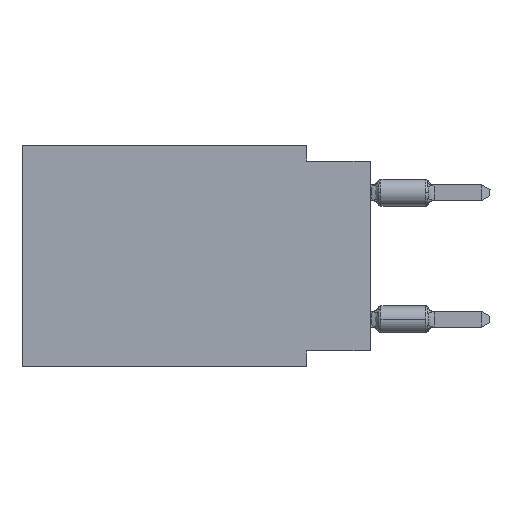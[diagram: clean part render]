
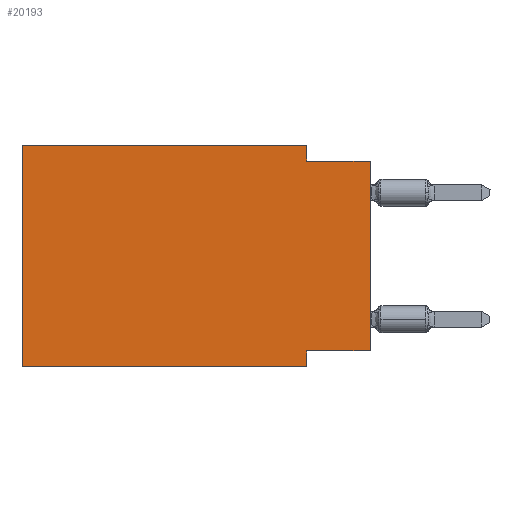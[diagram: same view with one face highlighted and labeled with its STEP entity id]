
A CAD part, left-side view. The second image highlights one B-rep face of the part: STEP entity #20193.
In plain terms, the highlighted planar face has unit normal (-1, 0, 0).
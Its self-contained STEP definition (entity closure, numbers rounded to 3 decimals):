
#196 = CARTESIAN_POINT ( 'NONE',  ( 0., 13.97, 0. ) ) ;
#430 = DIRECTION ( 'NONE',  ( 0., 0., -1. ) ) ;
#1456 = VECTOR ( 'NONE', #31366, 1000. ) ;
#2037 = CARTESIAN_POINT ( 'NONE',  ( 0., 2.54, 0. ) ) ;
#2156 = VECTOR ( 'NONE', #18370, 1000. ) ;
#4379 = CARTESIAN_POINT ( 'NONE',  ( 0., 0., -0.635 ) ) ;
#5538 = ORIENTED_EDGE ( 'NONE', *, *, #12907, .F. ) ;
#6114 = EDGE_CURVE ( 'NONE', #17542, #31376, #20289, .T. ) ;
#6559 = LINE ( 'NONE', #35828, #25360 ) ;
#6753 = VECTOR ( 'NONE', #42198, 1000. ) ;
#8047 = VERTEX_POINT ( 'NONE', #4379 ) ;
#9160 = DIRECTION ( 'NONE',  ( 0., 0., -1. ) ) ;
#9507 = CARTESIAN_POINT ( 'NONE',  ( 0., 0., -8.255 ) ) ;
#10505 = DIRECTION ( 'NONE',  ( 0., -1., 0. ) ) ;
#10696 = LINE ( 'NONE', #45152, #33668 ) ;
#11345 = CARTESIAN_POINT ( 'NONE',  ( 0., 13.97, -8.89 ) ) ;
#11426 = DIRECTION ( 'NONE',  ( 0., 0., 1. ) ) ;
#11514 = DIRECTION ( 'NONE',  ( 1., 0., 0. ) ) ;
#12516 = CARTESIAN_POINT ( 'NONE',  ( 0., 2.54, -8.255 ) ) ;
#12907 = EDGE_CURVE ( 'NONE', #30505, #42789, #20892, .T. ) ;
#12910 = CARTESIAN_POINT ( 'NONE',  ( 0., 0., -8.255 ) ) ;
#13315 = CARTESIAN_POINT ( 'NONE',  ( 0., 2.54, -8.89 ) ) ;
#15617 = VERTEX_POINT ( 'NONE', #11345 ) ;
#16532 = ORIENTED_EDGE ( 'NONE', *, *, #39612, .F. ) ;
#17390 = CARTESIAN_POINT ( 'NONE',  ( 0., 13.97, -8.89 ) ) ;
#17542 = VERTEX_POINT ( 'NONE', #9507 ) ;
#18370 = DIRECTION ( 'NONE',  ( 0., -1., 0. ) ) ;
#20193 = ADVANCED_FACE ( 'NONE', ( #45471 ), #34142, .F. ) ;
#20289 = LINE ( 'NONE', #12910, #1456 ) ;
#20653 = DIRECTION ( 'NONE',  ( 0., -1., 0. ) ) ;
#20696 = ORIENTED_EDGE ( 'NONE', *, *, #26198, .T. ) ;
#20892 = LINE ( 'NONE', #44283, #31625 ) ;
#21089 = DIRECTION ( 'NONE',  ( 0., 0., 1. ) ) ;
#21118 = CARTESIAN_POINT ( 'NONE',  ( 0., 2.54, -0.635 ) ) ;
#25360 = VECTOR ( 'NONE', #10505, 1000. ) ;
#25425 = ORIENTED_EDGE ( 'NONE', *, *, #25748, .F. ) ;
#25579 = VECTOR ( 'NONE', #9160, 1000. ) ;
#25748 = EDGE_CURVE ( 'NONE', #15617, #30505, #43253, .T. ) ;
#26198 = EDGE_CURVE ( 'NONE', #17542, #8047, #10696, .T. ) ;
#27229 = ORIENTED_EDGE ( 'NONE', *, *, #33373, .F. ) ;
#27537 = EDGE_LOOP ( 'NONE', ( #20696, #16532, #39349, #5538, #25425, #40981, #27229, #42927 ) ) ;
#27857 = EDGE_CURVE ( 'NONE', #42789, #31521, #30179, .T. ) ;
#30179 = LINE ( 'NONE', #34105, #25579 ) ;
#30505 = VERTEX_POINT ( 'NONE', #40985 ) ;
#30563 = AXIS2_PLACEMENT_3D ( 'NONE', #196, #11514, #430 ) ;
#31106 = LINE ( 'NONE', #46848, #6753 ) ;
#31366 = DIRECTION ( 'NONE',  ( 0., 1., 0. ) ) ;
#31376 = VERTEX_POINT ( 'NONE', #12516 ) ;
#31521 = VERTEX_POINT ( 'NONE', #21118 ) ;
#31625 = VECTOR ( 'NONE', #20653, 1000. ) ;
#32703 = VERTEX_POINT ( 'NONE', #13315 ) ;
#32878 = LINE ( 'NONE', #17390, #2156 ) ;
#33373 = EDGE_CURVE ( 'NONE', #31376, #32703, #31106, .T. ) ;
#33668 = VECTOR ( 'NONE', #11426, 1000. ) ;
#34105 = CARTESIAN_POINT ( 'NONE',  ( 0., 2.54, 0. ) ) ;
#34142 = PLANE ( 'NONE',  #30563 ) ;
#35634 = EDGE_CURVE ( 'NONE', #15617, #32703, #32878, .T. ) ;
#35828 = CARTESIAN_POINT ( 'NONE',  ( 0., 0., -0.635 ) ) ;
#39349 = ORIENTED_EDGE ( 'NONE', *, *, #27857, .F. ) ;
#39612 = EDGE_CURVE ( 'NONE', #31521, #8047, #6559, .T. ) ;
#40296 = CARTESIAN_POINT ( 'NONE',  ( 0., 13.97, 0. ) ) ;
#40981 = ORIENTED_EDGE ( 'NONE', *, *, #35634, .T. ) ;
#40985 = CARTESIAN_POINT ( 'NONE',  ( 0., 13.97, 0. ) ) ;
#42198 = DIRECTION ( 'NONE',  ( 0., 0., -1. ) ) ;
#42789 = VERTEX_POINT ( 'NONE', #2037 ) ;
#42927 = ORIENTED_EDGE ( 'NONE', *, *, #6114, .F. ) ;
#43253 = LINE ( 'NONE', #40296, #47133 ) ;
#44283 = CARTESIAN_POINT ( 'NONE',  ( 0., 13.97, 0. ) ) ;
#45152 = CARTESIAN_POINT ( 'NONE',  ( 0., 0., 0. ) ) ;
#45471 = FACE_OUTER_BOUND ( 'NONE', #27537, .T. ) ;
#46848 = CARTESIAN_POINT ( 'NONE',  ( 0., 2.54, -8.89 ) ) ;
#47133 = VECTOR ( 'NONE', #21089, 1000. ) ;
